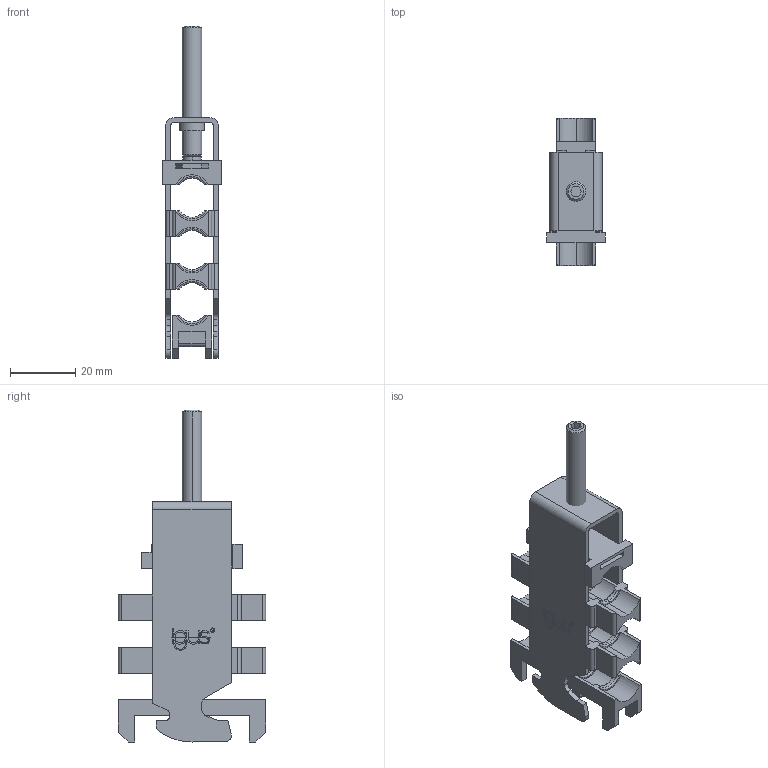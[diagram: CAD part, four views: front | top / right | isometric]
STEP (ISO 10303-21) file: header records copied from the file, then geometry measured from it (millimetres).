
FILE_DESCRIPTION(('STEP AP214'),'1');
FILE_NAME('cctmp_388C3E26-5652-4605-98C0-D7FCEE807EB4_2019_11_30_18_25_59_374..stp','2019-11-30T17:25:59',('igus GmbH'),('CADClick - www.CADClick.com'),'Spatial InterOp 3D',' ','unknown authorization');
FILE_SCHEMA(('AUTOMOTIVE_DESIGN'));
Length unit declared in the file: millimetre
Products named in the file (8): CFXL12.3
Assembly tree (7 placements, depth 2):
  (unnamed)
    CFXL12.3
    CFXL12.3
    CFXL12.3
    CFXL12.3
    CFXL12.3
    CFXL12.3
    CFXL12.3
Bounding box: 18 x 45 x 101.5 mm (x, y, z)
Volume: 16249.7 mm3; surface area: 18317.8 mm2
Topology: 7 solids, 7 shells, 596 faces, 1634 edges, 1076 vertices
Faces by surface type: plane 311, cylinder 199, torus 78, cone 8
Entity records: 27267 total; most frequent: CARTESIAN_POINT 6810, ORIENTED_EDGE 3268, DIRECTION 3266, EDGE_CURVE 1634, AXIS2_PLACEMENT_3D 1120, VERTEX_POINT 1076, LINE 1026, VECTOR 1026
